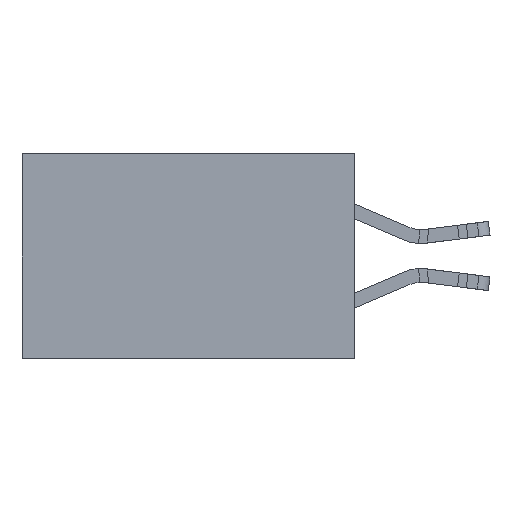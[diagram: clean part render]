
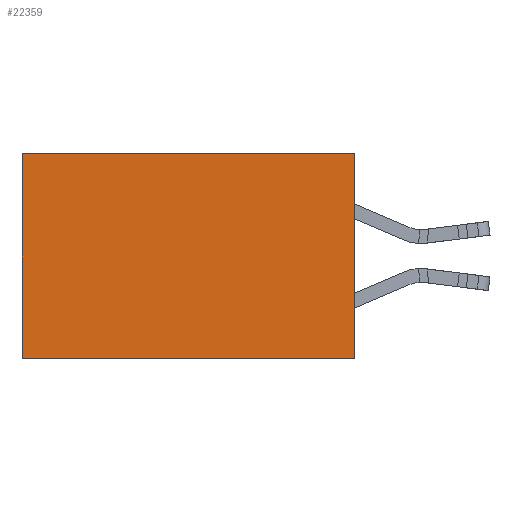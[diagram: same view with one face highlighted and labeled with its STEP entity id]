
A CAD part, left-side view. The second image highlights one B-rep face of the part: STEP entity #22359.
In plain terms, the highlighted planar face has unit normal (-1, 0, 0).
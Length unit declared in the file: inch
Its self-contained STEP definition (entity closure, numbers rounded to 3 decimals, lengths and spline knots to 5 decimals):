
#767 = ORIENTED_EDGE ( 'NONE', *, *, #9459, .F. ) ;
#1298 = FACE_OUTER_BOUND ( 'NONE', #24624, .T. ) ;
#3466 = CARTESIAN_POINT ( 'NONE',  ( 0.2615, 0., -0.37 ) ) ;
#5504 = CARTESIAN_POINT ( 'NONE',  ( 0.2615, 0.6, 0. ) ) ;
#5610 = ORIENTED_EDGE ( 'NONE', *, *, #17066, .T. ) ;
#6188 = EDGE_CURVE ( 'NONE', #6726, #10986, #12200, .T. ) ;
#6278 = CARTESIAN_POINT ( 'NONE',  ( 0.2615, 0., -0.37 ) ) ;
#6453 = ORIENTED_EDGE ( 'NONE', *, *, #6188, .T. ) ;
#6726 = VERTEX_POINT ( 'NONE', #5504 ) ;
#7748 = DIRECTION ( 'NONE',  ( 1., 0., 0. ) ) ;
#9459 = EDGE_CURVE ( 'NONE', #25946, #10986, #15872, .T. ) ;
#9509 = DIRECTION ( 'NONE',  ( 0., 1., 0. ) ) ;
#10986 = VERTEX_POINT ( 'NONE', #17852 ) ;
#12200 = LINE ( 'NONE', #18294, #22275 ) ;
#14025 = LINE ( 'NONE', #17900, #24106 ) ;
#14106 = EDGE_CURVE ( 'NONE', #15476, #25946, #14025, .T. ) ;
#14225 = AXIS2_PLACEMENT_3D ( 'NONE', #6278, #7748, #14612 ) ;
#14612 = DIRECTION ( 'NONE',  ( 0., 0., -1. ) ) ;
#15256 = VECTOR ( 'NONE', #24452, 39.37008 ) ;
#15476 = VERTEX_POINT ( 'NONE', #26291 ) ;
#15872 = LINE ( 'NONE', #19605, #16502 ) ;
#15902 = LINE ( 'NONE', #16361, #15256 ) ;
#16361 = CARTESIAN_POINT ( 'NONE',  ( 0.2615, 0., 0. ) ) ;
#16502 = VECTOR ( 'NONE', #9509, 39.37008 ) ;
#17066 = EDGE_CURVE ( 'NONE', #15476, #6726, #15902, .T. ) ;
#17852 = CARTESIAN_POINT ( 'NONE',  ( 0.2615, 0.6, -0.37 ) ) ;
#17900 = CARTESIAN_POINT ( 'NONE',  ( 0.2615, 0., -0.37 ) ) ;
#18294 = CARTESIAN_POINT ( 'NONE',  ( 0.2615, 0.6, -0.37 ) ) ;
#19605 = CARTESIAN_POINT ( 'NONE',  ( 0.2615, 0., -0.37 ) ) ;
#19936 = DIRECTION ( 'NONE',  ( 0., 0., -1. ) ) ;
#20325 = DIRECTION ( 'NONE',  ( 0., 0., -1. ) ) ;
#21470 = ORIENTED_EDGE ( 'NONE', *, *, #14106, .F. ) ;
#22275 = VECTOR ( 'NONE', #20325, 39.37008 ) ;
#22359 = ADVANCED_FACE ( 'NONE', ( #1298 ), #24635, .F. ) ;
#24106 = VECTOR ( 'NONE', #19936, 39.37008 ) ;
#24452 = DIRECTION ( 'NONE',  ( 0., 1., 0. ) ) ;
#24624 = EDGE_LOOP ( 'NONE', ( #6453, #767, #21470, #5610 ) ) ;
#24635 = PLANE ( 'NONE',  #14225 ) ;
#25946 = VERTEX_POINT ( 'NONE', #3466 ) ;
#26291 = CARTESIAN_POINT ( 'NONE',  ( 0.2615, 0., 0. ) ) ;
